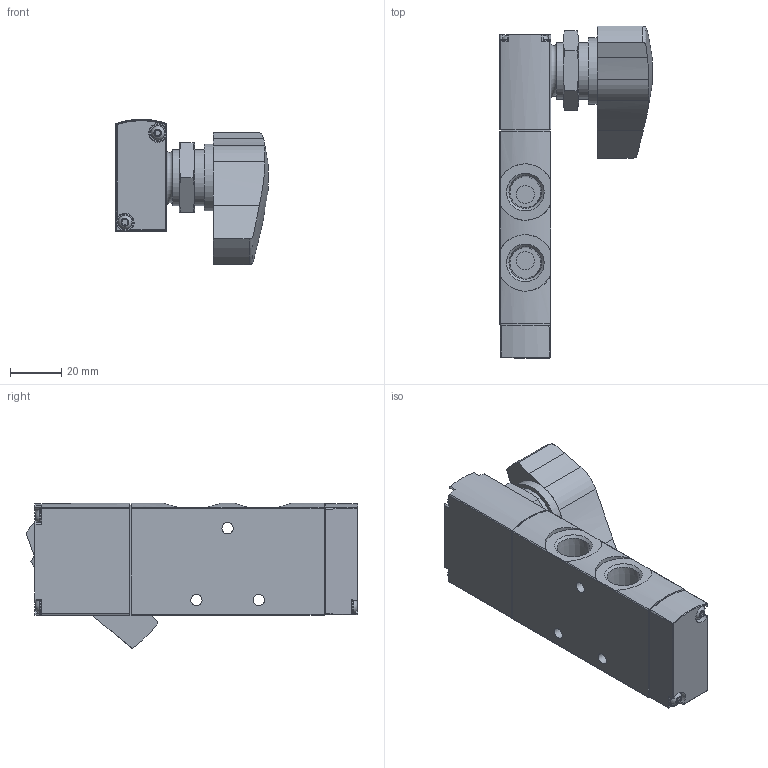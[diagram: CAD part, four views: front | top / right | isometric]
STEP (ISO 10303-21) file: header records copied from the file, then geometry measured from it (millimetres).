
FILE_DESCRIPTION(/* description */ ('STEP AP214'),/* implementation_level */ '2;1');
FILE_NAME(/* name */ '4414817_VHEF-ES-B52-N14',/* time_stamp */ '2024-09-16T12:38:17+02:00',/* author */ ('License CC BY-ND 4.0'),/* organization */ ('CADENAS'),/* preprocessor_version */ 'ST-DEVELOPER v19.3',/* originating_system */ 'PARTsolutions',/* authorisation */ ' ');
FILE_SCHEMA (('TECHNICAL_DATA_PACKAGING','PROCESS_PLANNING_SCHEMA','AUTOMOTIVE_DESIGN {1 0 10303 214 3 1 1}'));
Length unit declared in the file: millimetre
Products named in the file (5): 4414817 VHEF-ES-B52-N14; 8037661 VXEF-X-B52-N14_valve---(7); 3799445 VHEF; 4109260 VHEF-ES; 337143 VAL-1/8-10 M22X1.5-6-27
Assembly tree (4 placements, depth 2):
  4414817 VHEF-ES-B52-N14
    8037661 VXEF-X-B52-N14_valve---(7)
    3799445 VHEF
    4109260 VHEF-ES
    337143 VAL-1/8-10 M22X1.5-6-27
Bounding box: 59.5 x 129.36 x 56.65 mm (x, y, z)
Volume: 118755.5 mm3; surface area: 35657.6 mm2
Topology: 4 solids, 4 shells, 320 faces, 782 edges, 514 vertices
Faces by surface type: cylinder 165, plane 102, cone 29, torus 22, sphere 2
Full cylindrical faces by diameter (mm): 2.459 x4, 3 x4, 4.4 x3, 5.925 x1, 6.8 x6, 7 x4, 9.7 x1, 17.1 x1, 20.376 x1, 22 x1, 22.7 x1, 26 x1
Entity records: 10121 total; most frequent: CARTESIAN_POINT 1698, DIRECTION 1668, ORIENTED_EDGE 1370, AXIS2_PLACEMENT_3D 708, EDGE_CURVE 685, VERTEX_POINT 498, FACE_BOUND 453, EDGE_LOOP 449
